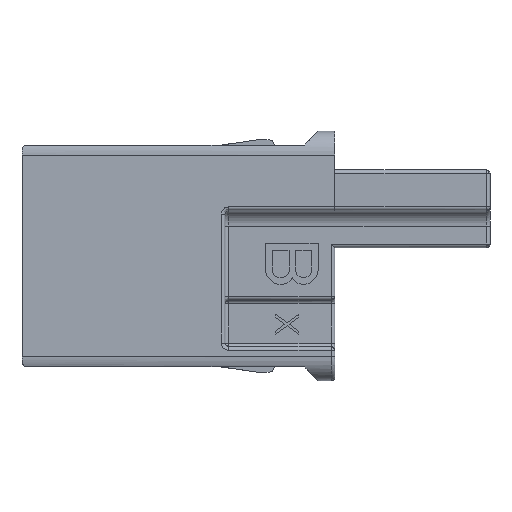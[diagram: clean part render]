
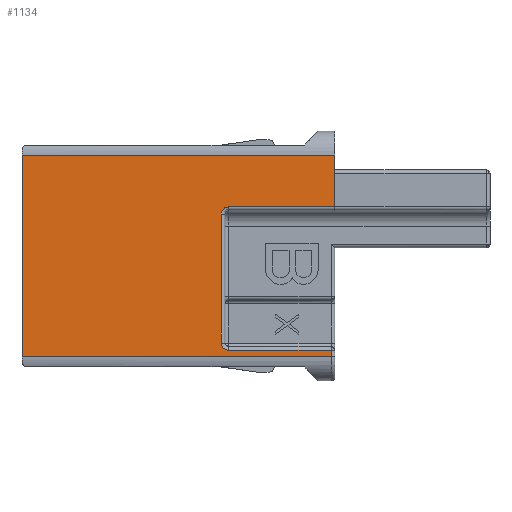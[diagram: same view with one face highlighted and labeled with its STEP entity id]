
A CAD part, top view. The second image highlights one B-rep face of the part: STEP entity #1134.
In plain terms, the highlighted planar face has unit normal (0, 0, 1).
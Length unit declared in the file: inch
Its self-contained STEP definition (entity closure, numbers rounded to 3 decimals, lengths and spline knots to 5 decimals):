
#1 = PLANE ( 'NONE',  #1670 ) ;
#185 = VERTEX_POINT ( 'NONE', #2891 ) ;
#234 = ORIENTED_EDGE ( 'NONE', *, *, #2270, .T. ) ;
#325 = B_SPLINE_CURVE_WITH_KNOTS ( 'NONE', 3,
 ( #967, #1815, #550, #4800, #3946, #4007, #5232, #2237, #3516, #3500, #1347 ),
 .UNSPECIFIED., .F., .F.,
 ( 4, 2, 1, 2, 2, 4 ),
 ( 0., 0.5, 0.625, 0.6875, 0.75, 1. ),
 .UNSPECIFIED. ) ;
#467 = DIRECTION ( 'NONE',  ( 0., 0., 1. ) ) ;
#550 = CARTESIAN_POINT ( 'NONE',  ( -0.18128, -0.1543, 0. ) ) ;
#578 = ORIENTED_EDGE ( 'NONE', *, *, #2854, .T. ) ;
#582 = FACE_OUTER_BOUND ( 'NONE', #2554, .T. ) ;
#585 = VERTEX_POINT ( 'NONE', #4569 ) ;
#586 = CARTESIAN_POINT ( 'NONE',  ( -0.18701, -0.1437, 0. ) ) ;
#602 = B_SPLINE_CURVE_WITH_KNOTS ( 'NONE', 3,
 ( #1341, #2195, #5280, #3551, #5330, #4381, #5264, #2252, #1361, #3061, #1790 ),
 .UNSPECIFIED., .F., .F.,
 ( 4, 2, 1, 2, 2, 4 ),
 ( 0., 0.5, 0.625, 0.6875, 0.75, 1. ),
 .UNSPECIFIED. ) ;
#702 = LINE ( 'NONE', #2787, #5460 ) ;
#714 = CARTESIAN_POINT ( 'NONE',  ( -0.1752, 0.08071, 0. ) ) ;
#757 = CARTESIAN_POINT ( 'NONE',  ( -0.51575, 0.16634, 0. ) ) ;
#814 = CARTESIAN_POINT ( 'NONE',  ( -0.00591, -0.18268, 0. ) ) ;
#839 = VECTOR ( 'NONE', #3025, 39.37008 ) ;
#892 = DIRECTION ( 'NONE',  ( 1., 0., 0. ) ) ;
#967 = CARTESIAN_POINT ( 'NONE',  ( -0.1752, -0.15551, 0. ) ) ;
#1036 = EDGE_CURVE ( 'NONE', #3809, #4474, #5413, .T. ) ;
#1063 = DIRECTION ( 'NONE',  ( 1., 0., 0. ) ) ;
#1119 = LINE ( 'NONE', #1799, #3131 ) ;
#1134 = ADVANCED_FACE ( 'NONE', ( #582 ), #1, .T. ) ;
#1169 = ORIENTED_EDGE ( 'NONE', *, *, #1328, .T. ) ;
#1223 = DIRECTION ( 'NONE',  ( 0., 1., 0. ) ) ;
#1298 = ORIENTED_EDGE ( 'NONE', *, *, #5118, .T. ) ;
#1328 = EDGE_CURVE ( 'NONE', #2332, #4628, #1119, .T. ) ;
#1341 = CARTESIAN_POINT ( 'NONE',  ( -0.18701, 0.0689, 0. ) ) ;
#1347 = CARTESIAN_POINT ( 'NONE',  ( -0.18701, -0.1437, 0. ) ) ;
#1361 = CARTESIAN_POINT ( 'NONE',  ( -0.17817, 0.08043, 0. ) ) ;
#1611 = LINE ( 'NONE', #4540, #2555 ) ;
#1642 = ORIENTED_EDGE ( 'NONE', *, *, #3093, .T. ) ;
#1646 = VERTEX_POINT ( 'NONE', #2553 ) ;
#1670 = AXIS2_PLACEMENT_3D ( 'NONE', #2161, #467, #892 ) ;
#1740 = CARTESIAN_POINT ( 'NONE',  ( -0.51575, 0.08071, 0. ) ) ;
#1790 = CARTESIAN_POINT ( 'NONE',  ( -0.1752, 0.08071, 0. ) ) ;
#1799 = CARTESIAN_POINT ( 'NONE',  ( 0., -0.18268, 0. ) ) ;
#1815 = CARTESIAN_POINT ( 'NONE',  ( -0.17844, -0.15551, 0. ) ) ;
#2109 = DIRECTION ( 'NONE',  ( -1., 0., 0. ) ) ;
#2161 = CARTESIAN_POINT ( 'NONE',  ( -0.51575, -0.18268, 0. ) ) ;
#2195 = CARTESIAN_POINT ( 'NONE',  ( -0.18701, 0.07214, 0. ) ) ;
#2237 = CARTESIAN_POINT ( 'NONE',  ( -0.18604, -0.14839, 0. ) ) ;
#2252 = CARTESIAN_POINT ( 'NONE',  ( -0.17989, 0.07974, 0. ) ) ;
#2270 = EDGE_CURVE ( 'NONE', #3398, #2332, #2980, .T. ) ;
#2332 = VERTEX_POINT ( 'NONE', #4480 ) ;
#2349 = CARTESIAN_POINT ( 'NONE',  ( -0.51575, 0.16634, 0. ) ) ;
#2507 = LINE ( 'NONE', #757, #4697 ) ;
#2522 = CARTESIAN_POINT ( 'NONE',  ( 0., 0.16634, 0. ) ) ;
#2553 = CARTESIAN_POINT ( 'NONE',  ( -0.51575, -0.16634, 0. ) ) ;
#2554 = EDGE_LOOP ( 'NONE', ( #2578, #2725, #4277, #5036, #5342, #1298, #234, #1169, #1642, #578 ) ) ;
#2555 = VECTOR ( 'NONE', #1063, 39.37008 ) ;
#2578 = ORIENTED_EDGE ( 'NONE', *, *, #4400, .T. ) ;
#2681 = VERTEX_POINT ( 'NONE', #3860 ) ;
#2725 = ORIENTED_EDGE ( 'NONE', *, *, #4944, .T. ) ;
#2749 = VECTOR ( 'NONE', #4404, 39.37008 ) ;
#2787 = CARTESIAN_POINT ( 'NONE',  ( -0.51575, -0.18268, 0. ) ) ;
#2854 = EDGE_CURVE ( 'NONE', #4402, #1646, #702, .T. ) ;
#2891 = CARTESIAN_POINT ( 'NONE',  ( -0.00591, -0.15551, 0. ) ) ;
#2903 = DIRECTION ( 'NONE',  ( 0., 1., 0. ) ) ;
#2980 = LINE ( 'NONE', #1740, #839 ) ;
#3025 = DIRECTION ( 'NONE',  ( 1., 0., 0. ) ) ;
#3061 = CARTESIAN_POINT ( 'NONE',  ( -0.17672, 0.08071, 0. ) ) ;
#3093 = EDGE_CURVE ( 'NONE', #4628, #4402, #2507, .T. ) ;
#3131 = VECTOR ( 'NONE', #5289, 39.37008 ) ;
#3398 = VERTEX_POINT ( 'NONE', #714 ) ;
#3500 = CARTESIAN_POINT ( 'NONE',  ( -0.18701, -0.14522, 0. ) ) ;
#3516 = CARTESIAN_POINT ( 'NONE',  ( -0.18673, -0.14667, 0. ) ) ;
#3551 = CARTESIAN_POINT ( 'NONE',  ( -0.18299, 0.07782, 0. ) ) ;
#3724 = CARTESIAN_POINT ( 'NONE',  ( -0.18701, 0.0689, 0. ) ) ;
#3779 = LINE ( 'NONE', #814, #4681 ) ;
#3809 = VERTEX_POINT ( 'NONE', #586 ) ;
#3820 = VECTOR ( 'NONE', #2903, 39.37008 ) ;
#3860 = CARTESIAN_POINT ( 'NONE',  ( -0.00591, -0.16634, 0. ) ) ;
#3946 = CARTESIAN_POINT ( 'NONE',  ( -0.18487, -0.15057, 0. ) ) ;
#4007 = CARTESIAN_POINT ( 'NONE',  ( -0.18548, -0.14953, 0. ) ) ;
#4250 = EDGE_CURVE ( 'NONE', #185, #585, #5513, .T. ) ;
#4277 = ORIENTED_EDGE ( 'NONE', *, *, #4250, .T. ) ;
#4381 = CARTESIAN_POINT ( 'NONE',  ( -0.18103, 0.07918, 0. ) ) ;
#4400 = EDGE_CURVE ( 'NONE', #1646, #2681, #1611, .T. ) ;
#4402 = VERTEX_POINT ( 'NONE', #2349 ) ;
#4404 = DIRECTION ( 'NONE',  ( -1., 0., 0. ) ) ;
#4466 = CARTESIAN_POINT ( 'NONE',  ( -0.51575, -0.15551, 0. ) ) ;
#4474 = VERTEX_POINT ( 'NONE', #3724 ) ;
#4480 = CARTESIAN_POINT ( 'NONE',  ( 0., 0.08071, 0. ) ) ;
#4540 = CARTESIAN_POINT ( 'NONE',  ( -0.51575, -0.16634, 0. ) ) ;
#4569 = CARTESIAN_POINT ( 'NONE',  ( -0.1752, -0.15551, 0. ) ) ;
#4583 = DIRECTION ( 'NONE',  ( 0., -1., 0. ) ) ;
#4628 = VERTEX_POINT ( 'NONE', #2522 ) ;
#4678 = CARTESIAN_POINT ( 'NONE',  ( -0.18701, -0.18268, 0. ) ) ;
#4681 = VECTOR ( 'NONE', #1223, 39.37008 ) ;
#4697 = VECTOR ( 'NONE', #2109, 39.37008 ) ;
#4760 = EDGE_CURVE ( 'NONE', #585, #3809, #325, .T. ) ;
#4800 = CARTESIAN_POINT ( 'NONE',  ( -0.18411, -0.15149, 0. ) ) ;
#4944 = EDGE_CURVE ( 'NONE', #2681, #185, #3779, .T. ) ;
#5036 = ORIENTED_EDGE ( 'NONE', *, *, #4760, .T. ) ;
#5118 = EDGE_CURVE ( 'NONE', #4474, #3398, #602, .T. ) ;
#5232 = CARTESIAN_POINT ( 'NONE',  ( -0.18585, -0.14881, 0. ) ) ;
#5264 = CARTESIAN_POINT ( 'NONE',  ( -0.1803, 0.07955, 0. ) ) ;
#5280 = CARTESIAN_POINT ( 'NONE',  ( -0.18579, 0.07498, 0. ) ) ;
#5289 = DIRECTION ( 'NONE',  ( 0., 1., 0. ) ) ;
#5330 = CARTESIAN_POINT ( 'NONE',  ( -0.18207, 0.07857, 0. ) ) ;
#5342 = ORIENTED_EDGE ( 'NONE', *, *, #1036, .T. ) ;
#5413 = LINE ( 'NONE', #4678, #3820 ) ;
#5460 = VECTOR ( 'NONE', #4583, 39.37008 ) ;
#5513 = LINE ( 'NONE', #4466, #2749 ) ;
